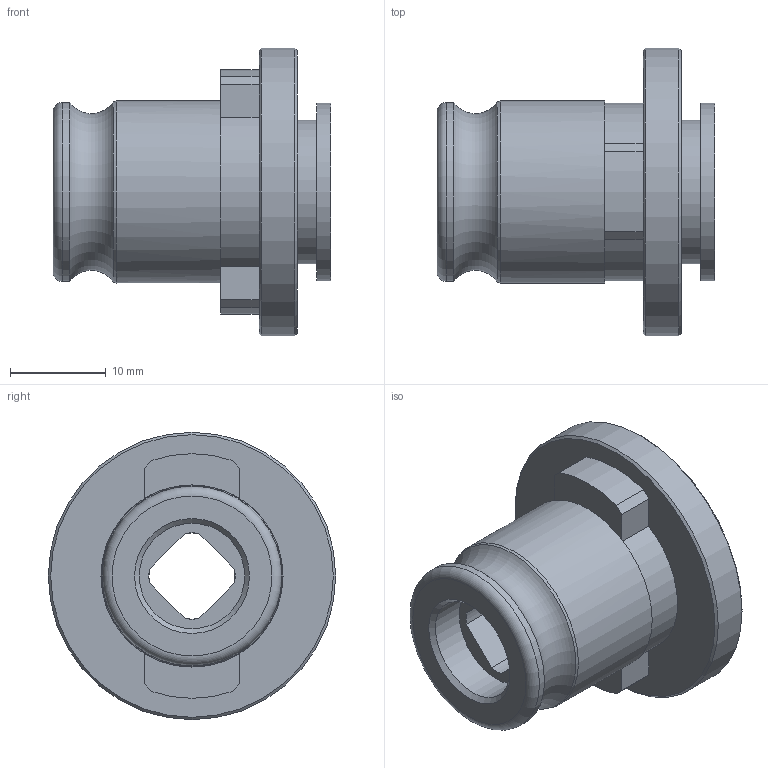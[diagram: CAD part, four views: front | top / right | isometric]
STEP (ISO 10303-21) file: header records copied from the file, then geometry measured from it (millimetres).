
FILE_DESCRIPTION( ( 'Unknown' ), '1' );
FILE_NAME( '16.01.97.stp', 'Unknown', ( 'Unknown' ), ( 'Unknown' ), 'PSStep 15.0.49', 'Unknown', ' ' );
FILE_SCHEMA( ( 'AUTOMOTIVE_DESIGN { 1 0 10303 214 1 1 1 1 }' ) );
Length unit declared in the file: millimetre
Products named in the file (1): 1
Bounding box: 29 x 30 x 30 mm (x, y, z)
Volume: 7710.4 mm3; surface area: 4181.6 mm2
Topology: 1 solids, 1 shells, 44 faces, 103 edges, 65 vertices
Faces by surface type: plane 26, cylinder 11, cone 5, torus 2
Full cylindrical faces by diameter (mm): 9 x1, 11 x1, 15 x1, 18.5 x1, 18.7 x1, 19 x1, 30 x1
Entity records: 1532 total; most frequent: DIRECTION 214, CARTESIAN_POINT 193, ORIENTED_EDGE 172, EDGE_CURVE 86, AXIS2_PLACEMENT_3D 83, EDGE_LOOP 64, VERTEX_POINT 62, FACE_OUTER_BOUND 53
